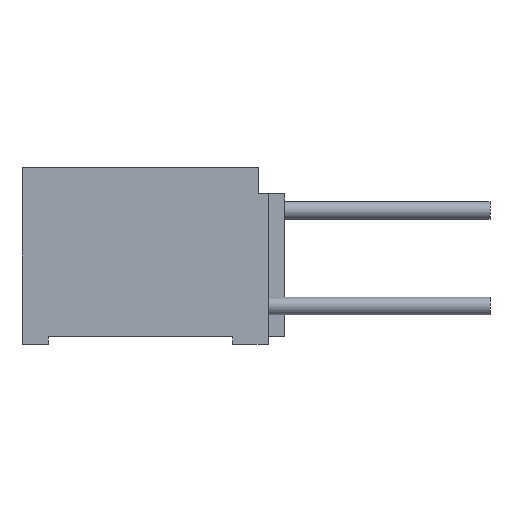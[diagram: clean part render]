
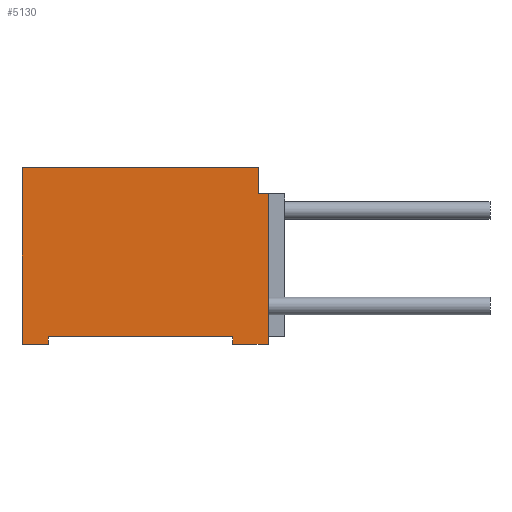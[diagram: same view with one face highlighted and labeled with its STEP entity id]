
A CAD part, left-side view. The second image highlights one B-rep face of the part: STEP entity #5130.
In plain terms, the highlighted planar face has unit normal (-1, 0, 0).
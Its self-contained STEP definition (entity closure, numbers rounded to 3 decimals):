
#39 = ORIENTED_EDGE ( 'NONE', *, *, #10145, .F. ) ;
#171 = LINE ( 'NONE', #392, #5960 ) ;
#291 = DIRECTION ( 'NONE',  ( 0., 0., -1. ) ) ;
#292 = DIRECTION ( 'NONE',  ( 0., -1., 0. ) ) ;
#334 = VERTEX_POINT ( 'NONE', #4672 ) ;
#392 = CARTESIAN_POINT ( 'NONE',  ( -3.3, -3.4, -2.45 ) ) ;
#808 = FACE_OUTER_BOUND ( 'NONE', #1406, .T. ) ;
#861 = LINE ( 'NONE', #10762, #5764 ) ;
#933 = CARTESIAN_POINT ( 'NONE',  ( -3.3, -3.15, 1.55 ) ) ;
#1406 = EDGE_LOOP ( 'NONE', ( #7501, #11010, #10920, #8804, #39, #3545, #6403, #11632, #2878, #1492 ) ) ;
#1409 = DIRECTION ( 'NONE',  ( 0., 0., 1. ) ) ;
#1492 = ORIENTED_EDGE ( 'NONE', *, *, #6454, .T. ) ;
#1554 = DIRECTION ( 'NONE',  ( 0., 1., 0. ) ) ;
#1744 = LINE ( 'NONE', #10653, #9037 ) ;
#1834 = DIRECTION ( 'NONE',  ( 1., 0., 0. ) ) ;
#1851 = VERTEX_POINT ( 'NONE', #4644 ) ;
#1959 = LINE ( 'NONE', #10060, #6418 ) ;
#2285 = EDGE_CURVE ( 'NONE', #7774, #7283, #2501, .T. ) ;
#2501 = LINE ( 'NONE', #4953, #11737 ) ;
#2508 = LINE ( 'NONE', #4163, #2977 ) ;
#2821 = CARTESIAN_POINT ( 'NONE',  ( -3.3, -3.15, 2.25 ) ) ;
#2878 = ORIENTED_EDGE ( 'NONE', *, *, #5902, .F. ) ;
#2890 = VERTEX_POINT ( 'NONE', #11693 ) ;
#2977 = VECTOR ( 'NONE', #1409, 1000. ) ;
#3193 = VERTEX_POINT ( 'NONE', #933 ) ;
#3545 = ORIENTED_EDGE ( 'NONE', *, *, #6759, .T. ) ;
#3740 = VERTEX_POINT ( 'NONE', #11452 ) ;
#3770 = VERTEX_POINT ( 'NONE', #5418 ) ;
#4163 = CARTESIAN_POINT ( 'NONE',  ( -3.3, -2.45, -2.45 ) ) ;
#4644 = CARTESIAN_POINT ( 'NONE',  ( -3.3, -3.4, -2.45 ) ) ;
#4672 = CARTESIAN_POINT ( 'NONE',  ( -3.3, -3.4, 1.55 ) ) ;
#4953 = CARTESIAN_POINT ( 'NONE',  ( -3.3, 3.15, 2.25 ) ) ;
#5014 = DIRECTION ( 'NONE',  ( 0., 0., 1. ) ) ;
#5068 = VECTOR ( 'NONE', #5014, 1000. ) ;
#5105 = EDGE_CURVE ( 'NONE', #7774, #8388, #6868, .T. ) ;
#5130 = ADVANCED_FACE ( 'NONE', ( #808 ), #6771, .F. ) ;
#5194 = CARTESIAN_POINT ( 'NONE',  ( -3.3, -2.45, -2.25 ) ) ;
#5418 = CARTESIAN_POINT ( 'NONE',  ( -3.3, 2.45, -2.25 ) ) ;
#5764 = VECTOR ( 'NONE', #8913, 1000. ) ;
#5902 = EDGE_CURVE ( 'NONE', #1851, #3740, #1959, .T. ) ;
#5945 = DIRECTION ( 'NONE',  ( 0., 0., -1. ) ) ;
#5960 = VECTOR ( 'NONE', #11680, 1000. ) ;
#6403 = ORIENTED_EDGE ( 'NONE', *, *, #9212, .T. ) ;
#6418 = VECTOR ( 'NONE', #1554, 1000. ) ;
#6454 = EDGE_CURVE ( 'NONE', #1851, #334, #171, .T. ) ;
#6507 = EDGE_CURVE ( 'NONE', #3740, #11752, #2508, .T. ) ;
#6646 = DIRECTION ( 'NONE',  ( 0., -1., 0. ) ) ;
#6731 = CARTESIAN_POINT ( 'NONE',  ( -3.3, -3.15, 2.25 ) ) ;
#6759 = EDGE_CURVE ( 'NONE', #2890, #3770, #7603, .T. ) ;
#6771 = PLANE ( 'NONE',  #9453 ) ;
#6868 = LINE ( 'NONE', #6731, #11203 ) ;
#6924 = CARTESIAN_POINT ( 'NONE',  ( -3.3, -3.15, 2.25 ) ) ;
#7013 = DIRECTION ( 'NONE',  ( 0., -1., 0. ) ) ;
#7283 = VERTEX_POINT ( 'NONE', #11748 ) ;
#7309 = EDGE_CURVE ( 'NONE', #3193, #334, #12191, .T. ) ;
#7501 = ORIENTED_EDGE ( 'NONE', *, *, #7309, .F. ) ;
#7603 = LINE ( 'NONE', #8316, #5068 ) ;
#7705 = VECTOR ( 'NONE', #5945, 1000. ) ;
#7774 = VERTEX_POINT ( 'NONE', #11036 ) ;
#8316 = CARTESIAN_POINT ( 'NONE',  ( -3.3, 2.45, -2.45 ) ) ;
#8388 = VERTEX_POINT ( 'NONE', #6924 ) ;
#8804 = ORIENTED_EDGE ( 'NONE', *, *, #2285, .T. ) ;
#8913 = DIRECTION ( 'NONE',  ( 0., 1., 0. ) ) ;
#9037 = VECTOR ( 'NONE', #7013, 1000. ) ;
#9212 = EDGE_CURVE ( 'NONE', #3770, #11752, #1744, .T. ) ;
#9437 = DIRECTION ( 'NONE',  ( 0., 0., -1. ) ) ;
#9453 = AXIS2_PLACEMENT_3D ( 'NONE', #2821, #1834, #9437 ) ;
#9648 = VECTOR ( 'NONE', #292, 1000. ) ;
#10060 = CARTESIAN_POINT ( 'NONE',  ( -3.3, -3.15, -2.45 ) ) ;
#10145 = EDGE_CURVE ( 'NONE', #2890, #7283, #861, .T. ) ;
#10188 = LINE ( 'NONE', #10655, #7705 ) ;
#10636 = EDGE_CURVE ( 'NONE', #8388, #3193, #10188, .T. ) ;
#10653 = CARTESIAN_POINT ( 'NONE',  ( -3.3, -3.15, -2.25 ) ) ;
#10655 = CARTESIAN_POINT ( 'NONE',  ( -3.3, -3.15, 2.25 ) ) ;
#10762 = CARTESIAN_POINT ( 'NONE',  ( -3.3, 3.15, -2.45 ) ) ;
#10863 = CARTESIAN_POINT ( 'NONE',  ( -3.3, 0., 1.55 ) ) ;
#10920 = ORIENTED_EDGE ( 'NONE', *, *, #5105, .F. ) ;
#11010 = ORIENTED_EDGE ( 'NONE', *, *, #10636, .F. ) ;
#11036 = CARTESIAN_POINT ( 'NONE',  ( -3.3, 3.15, 2.25 ) ) ;
#11203 = VECTOR ( 'NONE', #6646, 1000. ) ;
#11452 = CARTESIAN_POINT ( 'NONE',  ( -3.3, -2.45, -2.45 ) ) ;
#11632 = ORIENTED_EDGE ( 'NONE', *, *, #6507, .F. ) ;
#11680 = DIRECTION ( 'NONE',  ( 0., 0., 1. ) ) ;
#11693 = CARTESIAN_POINT ( 'NONE',  ( -3.3, 2.45, -2.45 ) ) ;
#11737 = VECTOR ( 'NONE', #291, 1000. ) ;
#11748 = CARTESIAN_POINT ( 'NONE',  ( -3.3, 3.15, -2.45 ) ) ;
#11752 = VERTEX_POINT ( 'NONE', #5194 ) ;
#12191 = LINE ( 'NONE', #10863, #9648 ) ;
